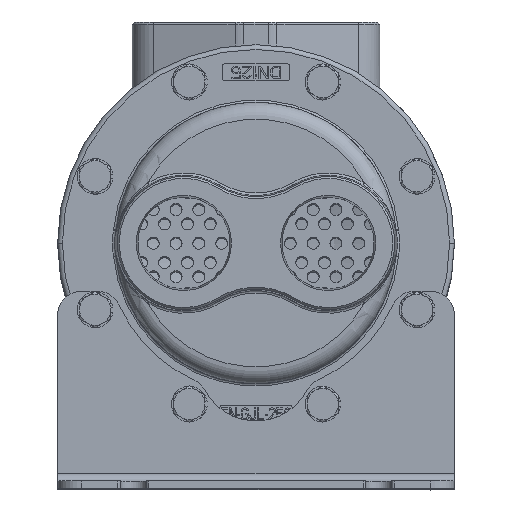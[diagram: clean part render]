
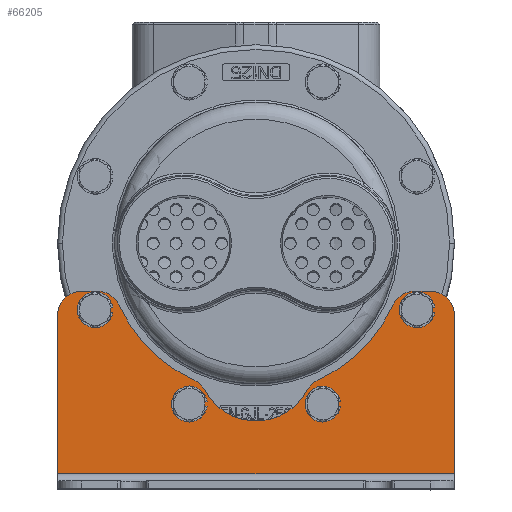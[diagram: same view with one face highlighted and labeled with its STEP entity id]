
A CAD part, top view. The second image highlights one B-rep face of the part: STEP entity #66205.
In plain terms, the highlighted planar face has unit normal (0, 0, 1).
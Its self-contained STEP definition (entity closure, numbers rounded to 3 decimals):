
#65127=DIRECTION('',(0.,-1.,0.));
#65128=VECTOR('',#65127,66.);
#65129=CARTESIAN_POINT('',(0.,72.,3.));
#65130=LINE('',#65129,#65128);
#65355=DIRECTION('',(0.,-1.,0.));
#65356=VECTOR('',#65355,66.);
#65357=CARTESIAN_POINT('',(165.,72.,3.));
#65358=LINE('',#65357,#65356);
#65386=CARTESIAN_POINT('',(54.755,35.02,3.));
#65387=DIRECTION('',(0.,0.,1.));
#65388=DIRECTION('',(1.,0.,0.));
#65389=AXIS2_PLACEMENT_3D('',#65386,#65387,#65388);
#65391=CARTESIAN_POINT('',(54.755,35.02,3.));
#65392=DIRECTION('',(0.,0.,1.));
#65393=DIRECTION('',(-1.,0.,0.));
#65394=AXIS2_PLACEMENT_3D('',#65391,#65392,#65393);
#65396=CARTESIAN_POINT('',(110.245,35.02,3.));
#65397=DIRECTION('',(0.,0.,-1.));
#65398=DIRECTION('',(-1.,0.,0.));
#65399=AXIS2_PLACEMENT_3D('',#65396,#65397,#65398);
#65401=CARTESIAN_POINT('',(110.245,35.02,3.));
#65402=DIRECTION('',(0.,0.,-1.));
#65403=DIRECTION('',(1.,0.,0.));
#65404=AXIS2_PLACEMENT_3D('',#65401,#65402,#65403);
#65406=CARTESIAN_POINT('',(15.52,74.26,3.));
#65407=DIRECTION('',(0.,0.,1.));
#65408=DIRECTION('',(1.,0.,0.));
#65409=AXIS2_PLACEMENT_3D('',#65406,#65407,#65408);
#65411=CARTESIAN_POINT('',(15.52,74.26,3.));
#65412=DIRECTION('',(0.,0.,1.));
#65413=DIRECTION('',(-1.,0.,0.));
#65414=AXIS2_PLACEMENT_3D('',#65411,#65412,#65413);
#65416=CARTESIAN_POINT('',(149.48,74.26,3.));
#65417=DIRECTION('',(0.,0.,-1.));
#65418=DIRECTION('',(-1.,0.,0.));
#65419=AXIS2_PLACEMENT_3D('',#65416,#65417,#65418);
#65421=CARTESIAN_POINT('',(149.48,74.26,3.));
#65422=DIRECTION('',(0.,0.,-1.));
#65423=DIRECTION('',(1.,0.,0.));
#65424=AXIS2_PLACEMENT_3D('',#65421,#65422,#65423);
#65426=CARTESIAN_POINT('',(112.499,35.998,3.));
#65427=DIRECTION('',(0.,0.,1.));
#65428=DIRECTION('',(-0.414,0.91,0.));
#65429=AXIS2_PLACEMENT_3D('',#65426,#65427,#65428);
#65431=CARTESIAN_POINT('',(82.5,102.,3.));
#65432=DIRECTION('',(0.,0.,-1.));
#65433=DIRECTION('',(0.91,-0.414,0.));
#65434=AXIS2_PLACEMENT_3D('',#65431,#65432,#65433);
#65436=CARTESIAN_POINT('',(148.502,72.,3.));
#65437=DIRECTION('',(0.,0.,1.));
#65438=DIRECTION('',(0.,1.,0.));
#65439=AXIS2_PLACEMENT_3D('',#65436,#65437,#65438);
#65441=DIRECTION('',(1.,0.,0.));
#65442=VECTOR('',#65441,6.498);
#65443=CARTESIAN_POINT('',(148.502,82.,3.));
#65444=LINE('',#65443,#65442);
#65445=CARTESIAN_POINT('',(155.,72.,3.));
#65446=DIRECTION('',(0.,0.,1.));
#65447=DIRECTION('',(1.,0.,0.));
#65448=AXIS2_PLACEMENT_3D('',#65445,#65446,#65447);
#65450=DIRECTION('',(1.,0.,0.));
#65451=VECTOR('',#65450,165.);
#65452=CARTESIAN_POINT('',(0.,6.,3.));
#65453=LINE('',#65452,#65451);
#65454=CARTESIAN_POINT('',(10.,72.,3.));
#65455=DIRECTION('',(0.,0.,1.));
#65456=DIRECTION('',(0.,1.,0.));
#65457=AXIS2_PLACEMENT_3D('',#65454,#65455,#65456);
#65459=DIRECTION('',(1.,0.,0.));
#65460=VECTOR('',#65459,6.498);
#65461=CARTESIAN_POINT('',(10.,82.,3.));
#65462=LINE('',#65461,#65460);
#65463=CARTESIAN_POINT('',(16.498,72.,3.));
#65464=DIRECTION('',(0.,0.,1.));
#65465=DIRECTION('',(0.91,0.414,0.));
#65466=AXIS2_PLACEMENT_3D('',#65463,#65464,#65465);
#65468=CARTESIAN_POINT('',(82.5,102.,3.));
#65469=DIRECTION('',(0.,0.,-1.));
#65470=DIRECTION('',(-0.414,-0.91,0.));
#65471=AXIS2_PLACEMENT_3D('',#65468,#65469,#65470);
#65473=CARTESIAN_POINT('',(52.501,35.998,3.));
#65474=DIRECTION('',(0.,0.,1.));
#65475=DIRECTION('',(0.882,0.471,0.));
#65476=AXIS2_PLACEMENT_3D('',#65473,#65474,#65475);
#65478=CARTESIAN_POINT('',(82.5,52.,3.));
#65479=DIRECTION('',(0.,0.,-1.));
#65480=DIRECTION('',(0.882,-0.471,0.));
#65481=AXIS2_PLACEMENT_3D('',#65478,#65479,#65480);
#65672=CARTESIAN_POINT('',(0.,6.,3.));
#65673=CARTESIAN_POINT('',(165.,6.,3.));
#65674=VERTEX_POINT('',#65672);
#65675=VERTEX_POINT('',#65673);
#65688=CARTESIAN_POINT('',(59.505,35.02,3.));
#65689=CARTESIAN_POINT('',(50.005,35.02,3.));
#65690=VERTEX_POINT('',#65688);
#65691=VERTEX_POINT('',#65689);
#65692=CARTESIAN_POINT('',(105.495,35.02,3.));
#65694=VERTEX_POINT('',#65692);
#65696=CARTESIAN_POINT('',(114.995,35.02,3.));
#65698=VERTEX_POINT('',#65696);
#65700=CARTESIAN_POINT('',(165.,72.,3.));
#65701=CARTESIAN_POINT('',(155.,82.,3.));
#65702=VERTEX_POINT('',#65700);
#65703=VERTEX_POINT('',#65701);
#65712=CARTESIAN_POINT('',(10.,82.,3.));
#65713=VERTEX_POINT('',#65712);
#65714=CARTESIAN_POINT('',(0.,72.,3.));
#65715=VERTEX_POINT('',#65714);
#65792=CARTESIAN_POINT('',(20.27,74.26,3.));
#65793=CARTESIAN_POINT('',(10.77,74.26,3.));
#65794=VERTEX_POINT('',#65792);
#65795=VERTEX_POINT('',#65793);
#65796=CARTESIAN_POINT('',(144.73,74.26,3.));
#65798=VERTEX_POINT('',#65796);
#65800=CARTESIAN_POINT('',(154.23,74.26,3.));
#65802=VERTEX_POINT('',#65800);
#65808=CARTESIAN_POINT('',(25.602,76.138,3.));
#65809=VERTEX_POINT('',#65808);
#65810=CARTESIAN_POINT('',(16.498,82.,3.));
#65811=VERTEX_POINT('',#65810);
#65812=CARTESIAN_POINT('',(148.502,82.,3.));
#65813=CARTESIAN_POINT('',(139.398,76.138,3.));
#65814=VERTEX_POINT('',#65812);
#65815=VERTEX_POINT('',#65813);
#65824=CARTESIAN_POINT('',(108.361,45.101,3.));
#65825=VERTEX_POINT('',#65824);
#65826=CARTESIAN_POINT('',(103.676,40.704,3.));
#65827=VERTEX_POINT('',#65826);
#65832=CARTESIAN_POINT('',(61.324,40.704,3.));
#65833=VERTEX_POINT('',#65832);
#65834=CARTESIAN_POINT('',(56.639,45.101,3.));
#65835=VERTEX_POINT('',#65834);
#66149=CARTESIAN_POINT('',(0.,82.,3.));
#66150=DIRECTION('',(0.,0.,1.));
#66151=DIRECTION('',(0.,-1.,0.));
#66152=AXIS2_PLACEMENT_3D('',#66149,#66150,#66151);
#66153=PLANE('',#66152);
#66155=ORIENTED_EDGE('',*,*,#66154,.F.);
#66157=ORIENTED_EDGE('',*,*,#66156,.F.);
#66159=ORIENTED_EDGE('',*,*,#66158,.F.);
#66161=ORIENTED_EDGE('',*,*,#66160,.T.);
#66163=ORIENTED_EDGE('',*,*,#66162,.F.);
#66164=ORIENTED_EDGE('',*,*,#66124,.T.);
#66165=ORIENTED_EDGE('',*,*,#66143,.F.);
#66166=ORIENTED_EDGE('',*,*,#65851,.F.);
#66168=ORIENTED_EDGE('',*,*,#66167,.F.);
#66170=ORIENTED_EDGE('',*,*,#66169,.T.);
#66172=ORIENTED_EDGE('',*,*,#66171,.F.);
#66174=ORIENTED_EDGE('',*,*,#66173,.F.);
#66176=ORIENTED_EDGE('',*,*,#66175,.F.);
#66178=ORIENTED_EDGE('',*,*,#66177,.F.);
#66179=EDGE_LOOP('',(#66155,#66157,#66159,#66161,#66163,#66164,#66165,#66166,
#66168,#66170,#66172,#66174,#66176,#66178));
#66180=FACE_OUTER_BOUND('',#66179,.F.);
#66182=ORIENTED_EDGE('',*,*,#66181,.F.);
#66184=ORIENTED_EDGE('',*,*,#66183,.F.);
#66185=EDGE_LOOP('',(#66182,#66184));
#66186=FACE_BOUND('',#66185,.F.);
#66188=ORIENTED_EDGE('',*,*,#66187,.T.);
#66190=ORIENTED_EDGE('',*,*,#66189,.T.);
#66191=EDGE_LOOP('',(#66188,#66190));
#66192=FACE_BOUND('',#66191,.F.);
#66194=ORIENTED_EDGE('',*,*,#66193,.F.);
#66196=ORIENTED_EDGE('',*,*,#66195,.F.);
#66197=EDGE_LOOP('',(#66194,#66196));
#66198=FACE_BOUND('',#66197,.F.);
#66200=ORIENTED_EDGE('',*,*,#66199,.T.);
#66202=ORIENTED_EDGE('',*,*,#66201,.T.);
#66203=EDGE_LOOP('',(#66200,#66202));
#66204=FACE_BOUND('',#66203,.F.);
#66205=ADVANCED_FACE('',(#66180,#66186,#66192,#66198,#66204),#66153,.T.);
#65390=CIRCLE('',#65389,4.75);
#65395=CIRCLE('',#65394,4.75);
#65400=CIRCLE('',#65399,4.75);
#65405=CIRCLE('',#65404,4.75);
#65410=CIRCLE('',#65409,4.75);
#65415=CIRCLE('',#65414,4.75);
#65420=CIRCLE('',#65419,4.75);
#65425=CIRCLE('',#65424,4.75);
#65430=CIRCLE('',#65429,10.);
#65435=CIRCLE('',#65434,62.5);
#65440=CIRCLE('',#65439,10.);
#65449=CIRCLE('',#65448,10.);
#65458=CIRCLE('',#65457,10.);
#65467=CIRCLE('',#65466,10.);
#65472=CIRCLE('',#65471,62.5);
#65477=CIRCLE('',#65476,10.);
#65482=CIRCLE('',#65481,24.);
#65851=EDGE_CURVE('',#65715,#65674,#65130,.T.);
#66124=EDGE_CURVE('',#65702,#65675,#65358,.T.);
#66143=EDGE_CURVE('',#65674,#65675,#65453,.T.);
#66154=EDGE_CURVE('',#65825,#65827,#65430,.T.);
#66156=EDGE_CURVE('',#65815,#65825,#65435,.T.);
#66158=EDGE_CURVE('',#65814,#65815,#65440,.T.);
#66160=EDGE_CURVE('',#65814,#65703,#65444,.T.);
#66162=EDGE_CURVE('',#65702,#65703,#65449,.T.);
#66167=EDGE_CURVE('',#65713,#65715,#65458,.T.);
#66169=EDGE_CURVE('',#65713,#65811,#65462,.T.);
#66171=EDGE_CURVE('',#65809,#65811,#65467,.T.);
#66173=EDGE_CURVE('',#65835,#65809,#65472,.T.);
#66175=EDGE_CURVE('',#65833,#65835,#65477,.T.);
#66177=EDGE_CURVE('',#65827,#65833,#65482,.T.);
#66181=EDGE_CURVE('',#65694,#65698,#65400,.T.);
#66183=EDGE_CURVE('',#65698,#65694,#65405,.T.);
#66187=EDGE_CURVE('',#65794,#65795,#65410,.T.);
#66189=EDGE_CURVE('',#65795,#65794,#65415,.T.);
#66193=EDGE_CURVE('',#65798,#65802,#65420,.T.);
#66195=EDGE_CURVE('',#65802,#65798,#65425,.T.);
#66199=EDGE_CURVE('',#65690,#65691,#65390,.T.);
#66201=EDGE_CURVE('',#65691,#65690,#65395,.T.);
